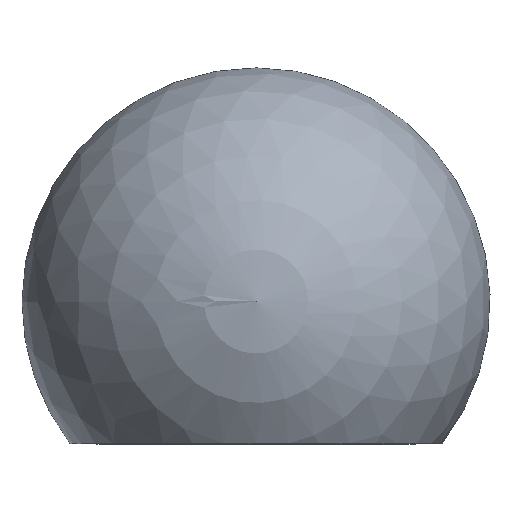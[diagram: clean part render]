
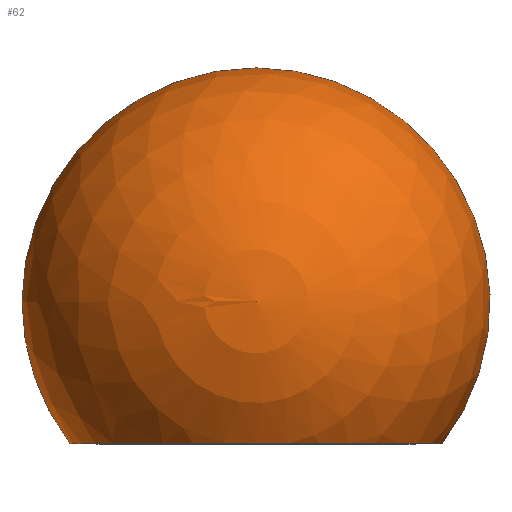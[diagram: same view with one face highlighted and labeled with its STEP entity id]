
A CAD part, top view. The second image highlights one B-rep face of the part: STEP entity #62.
In plain terms, the highlighted spherical face has radius 27.5 mm.
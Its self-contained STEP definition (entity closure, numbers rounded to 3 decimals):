
#8 = CARTESIAN_POINT ( 'NONE',  ( -4.93, 16.676, 0. ) ) ;
#9 = CARTESIAN_POINT ( 'NONE',  ( -26.797, 0., 0. ) ) ;
#10 = AXIS2_PLACEMENT_3D ( 'NONE', #8, #201, #99 ) ;
#17 = CIRCLE ( 'NONE', #10, 27.5 ) ;
#21 = CIRCLE ( 'NONE', #188, 27.5 ) ;
#45 = DIRECTION ( 'NONE',  ( 1., 0., 0. ) ) ;
#53 = VERTEX_POINT ( 'NONE', #152 ) ;
#55 = EDGE_CURVE ( 'NONE', #53, #162, #17, .T. ) ;
#60 = DIRECTION ( 'NONE',  ( -1., 0., 0. ) ) ;
#62 = ADVANCED_FACE ( 'NONE', ( #226 ), #63, .T. ) ;
#63 = SPHERICAL_SURFACE ( 'NONE', #68, 27.5 ) ;
#68 = AXIS2_PLACEMENT_3D ( 'NONE', #205, #116, #60 ) ;
#71 = CIRCLE ( 'NONE', #222, 21.867 ) ;
#84 = DIRECTION ( 'NONE',  ( 0., 0., -1. ) ) ;
#93 = ORIENTED_EDGE ( 'NONE', *, *, #123, .T. ) ;
#96 = CARTESIAN_POINT ( 'NONE',  ( 16.937, 0., 0. ) ) ;
#99 = DIRECTION ( 'NONE',  ( -1., 0., 0. ) ) ;
#109 = VERTEX_POINT ( 'NONE', #9 ) ;
#113 = DIRECTION ( 'NONE',  ( 0., 0., 1. ) ) ;
#116 = DIRECTION ( 'NONE',  ( 0., 0., -1. ) ) ;
#123 = EDGE_CURVE ( 'NONE', #53, #109, #21, .T. ) ;
#127 = CARTESIAN_POINT ( 'NONE',  ( -4.93, 16.676, 0. ) ) ;
#150 = EDGE_LOOP ( 'NONE', ( #199, #93, #163 ) ) ;
#152 = CARTESIAN_POINT ( 'NONE',  ( -4.93, 44.176, 0. ) ) ;
#162 = VERTEX_POINT ( 'NONE', #96 ) ;
#163 = ORIENTED_EDGE ( 'NONE', *, *, #224, .F. ) ;
#188 = AXIS2_PLACEMENT_3D ( 'NONE', #127, #113, #45 ) ;
#199 = ORIENTED_EDGE ( 'NONE', *, *, #55, .F. ) ;
#201 = DIRECTION ( 'NONE',  ( 0., 0., -1. ) ) ;
#205 = CARTESIAN_POINT ( 'NONE',  ( -4.93, 16.676, 0. ) ) ;
#207 = CARTESIAN_POINT ( 'NONE',  ( -4.93, 0., 0. ) ) ;
#222 = AXIS2_PLACEMENT_3D ( 'NONE', #207, #231, #84 ) ;
#224 = EDGE_CURVE ( 'NONE', #162, #109, #71, .T. ) ;
#226 = FACE_OUTER_BOUND ( 'NONE', #150, .T. ) ;
#231 = DIRECTION ( 'NONE',  ( 0., -1., 0. ) ) ;
